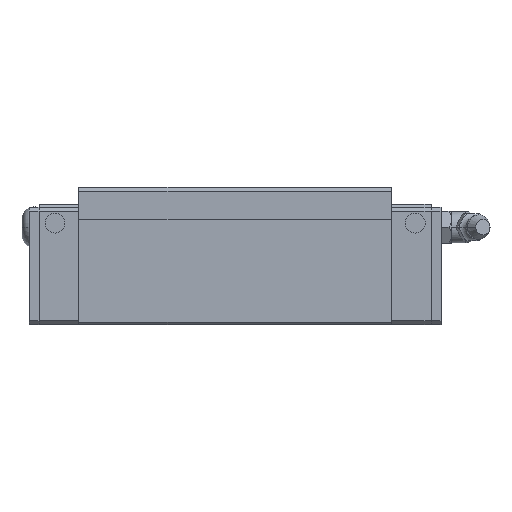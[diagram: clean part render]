
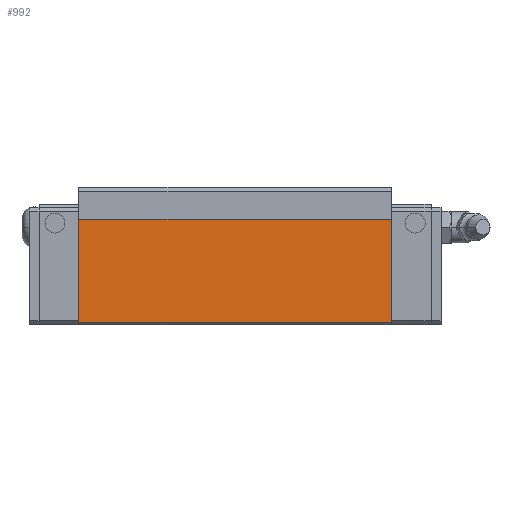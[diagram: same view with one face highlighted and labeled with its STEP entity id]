
A CAD part, left-side view. The second image highlights one B-rep face of the part: STEP entity #992.
In plain terms, the highlighted planar face has unit normal (-1, 0, 0).
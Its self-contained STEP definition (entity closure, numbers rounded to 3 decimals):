
#992=ADVANCED_FACE('',(#2038),#2039,.T.);
#2038=FACE_OUTER_BOUND('',#3124,.T.);
#2039=PLANE('',#3125);
#3124=EDGE_LOOP('',(#6156,#6157,#6158,#6159));
#3125=AXIS2_PLACEMENT_3D('',#6160,#6161,#6162);
#6156=ORIENTED_EDGE('',*,*,#7584,.F.);
#6157=ORIENTED_EDGE('',*,*,#7629,.F.);
#6158=ORIENTED_EDGE('',*,*,#7562,.F.);
#6159=ORIENTED_EDGE('',*,*,#7627,.T.);
#6160=CARTESIAN_POINT('',(-23.6,51.801,12.0));
#6161=DIRECTION('',(-1.0,0.0,0.0));
#6162=DIRECTION('',(0.0,0.0,1.0));
#7562=EDGE_CURVE('',#9353,#9355,#9356,.T.);
#7584=EDGE_CURVE('',#9383,#9385,#9386,.T.);
#7627=EDGE_CURVE('',#9353,#9385,#9443,.T.);
#7629=EDGE_CURVE('',#9355,#9383,#9445,.T.);
#9353=VERTEX_POINT('',#12789);
#9355=VERTEX_POINT('',#12792);
#9356=LINE('',#12793,#12794);
#9383=VERTEX_POINT('',#12834);
#9385=VERTEX_POINT('',#12837);
#9386=LINE('',#12838,#12839);
#9443=LINE('',#12923,#12924);
#9445=LINE('',#12926,#12927);
#12789=CARTESIAN_POINT('',(-23.6,12.501,32.0));
#12792=CARTESIAN_POINT('',(-23.6,12.501,6.1));
#12793=CARTESIAN_POINT('',(-23.6,12.501,17.375));
#12794=VECTOR('',#14151,1.0);
#12834=CARTESIAN_POINT('',(-23.6,91.101,6.1));
#12837=CARTESIAN_POINT('',(-23.6,91.101,32.0));
#12838=CARTESIAN_POINT('',(-23.6,91.101,17.375));
#12839=VECTOR('',#14166,1.0);
#12923=CARTESIAN_POINT('',(-23.6,51.801,32.0));
#12924=VECTOR('',#14206,1.0);
#12926=CARTESIAN_POINT('',(-23.6,71.451,6.1));
#12927=VECTOR('',#14207,1.0);
#14151=DIRECTION('',(-0.0,-0.0,-1.0));
#14166=DIRECTION('',(0.0,0.0,1.0));
#14206=DIRECTION('',(0.0,1.0,0.0));
#14207=DIRECTION('',(0.0,1.0,-0.0));
